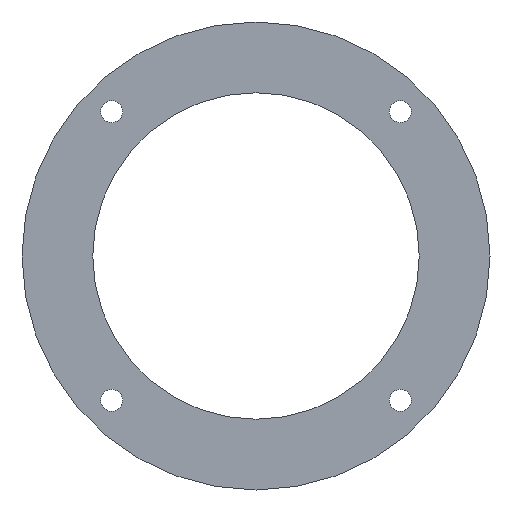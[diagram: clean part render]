
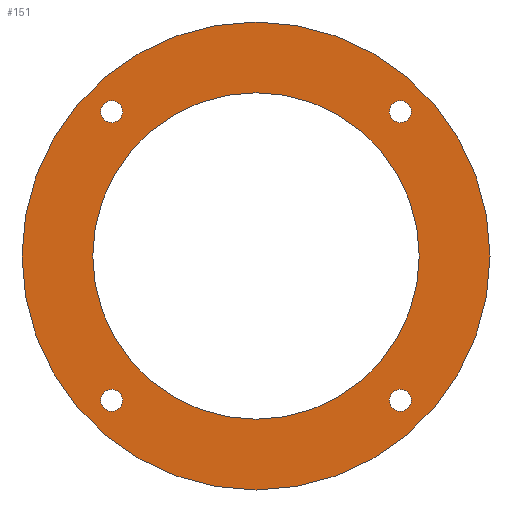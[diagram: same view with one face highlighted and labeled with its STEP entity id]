
A CAD part, front view. The second image highlights one B-rep face of the part: STEP entity #151.
In plain terms, the highlighted planar face has unit normal (0, -1, 0).
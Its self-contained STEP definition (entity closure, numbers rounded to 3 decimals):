
#14 = DIRECTION ( 'NONE',  ( 0., 0., 1. ) ) ;
#33 = DIRECTION ( 'NONE',  ( 0., 0., 1. ) ) ;
#41 = DIRECTION ( 'NONE',  ( 0., 0., 1. ) ) ;
#43 = CIRCLE ( 'NONE', #381, 1. ) ;
#69 = CARTESIAN_POINT ( 'NONE',  ( -13.258, 0., -13.258 ) ) ;
#70 = VERTEX_POINT ( 'NONE', #778 ) ;
#79 = CIRCLE ( 'NONE', #733, 1. ) ;
#101 = AXIS2_PLACEMENT_3D ( 'NONE', #270, #340, #691 ) ;
#129 = DIRECTION ( 'NONE',  ( 0., -1., 0. ) ) ;
#130 = VERTEX_POINT ( 'NONE', #942 ) ;
#134 = ORIENTED_EDGE ( 'NONE', *, *, #161, .F. ) ;
#139 = CIRCLE ( 'NONE', #158, 15. ) ;
#141 = DIRECTION ( 'NONE',  ( 0., 1., 0. ) ) ;
#151 = ADVANCED_FACE ( 'NONE', ( #595, #254, #694, #868, #946, #687 ), #606, .F. ) ;
#157 = CARTESIAN_POINT ( 'NONE',  ( 0., 0., 0. ) ) ;
#158 = AXIS2_PLACEMENT_3D ( 'NONE', #639, #990, #903 ) ;
#161 = EDGE_CURVE ( 'NONE', #957, #363, #915, .T. ) ;
#181 = DIRECTION ( 'NONE',  ( 0., 1., 0. ) ) ;
#184 = CARTESIAN_POINT ( 'NONE',  ( 0., 0., 15. ) ) ;
#185 = ORIENTED_EDGE ( 'NONE', *, *, #494, .T. ) ;
#186 = CARTESIAN_POINT ( 'NONE',  ( -13.258, 0., -14.258 ) ) ;
#202 = CIRCLE ( 'NONE', #349, 1. ) ;
#204 = CARTESIAN_POINT ( 'NONE',  ( -13.258, 0., 13.258 ) ) ;
#217 = AXIS2_PLACEMENT_3D ( 'NONE', #800, #707, #959 ) ;
#235 = CARTESIAN_POINT ( 'NONE',  ( 0., 0., 0. ) ) ;
#244 = VERTEX_POINT ( 'NONE', #186 ) ;
#246 = CARTESIAN_POINT ( 'NONE',  ( 0., 0., 21.5 ) ) ;
#254 = FACE_BOUND ( 'NONE', #1045, .T. ) ;
#255 = AXIS2_PLACEMENT_3D ( 'NONE', #1106, #141, #591 ) ;
#264 = EDGE_CURVE ( 'NONE', #747, #130, #79, .T. ) ;
#270 = CARTESIAN_POINT ( 'NONE',  ( 13.258, 0., -13.258 ) ) ;
#297 = DIRECTION ( 'NONE',  ( 0., -1., 0. ) ) ;
#306 = CARTESIAN_POINT ( 'NONE',  ( 13.258, 0., -12.258 ) ) ;
#320 = EDGE_LOOP ( 'NONE', ( #185, #452 ) ) ;
#324 = ORIENTED_EDGE ( 'NONE', *, *, #693, .T. ) ;
#329 = CIRCLE ( 'NONE', #624, 1. ) ;
#340 = DIRECTION ( 'NONE',  ( 0., 1., 0. ) ) ;
#349 = AXIS2_PLACEMENT_3D ( 'NONE', #69, #181, #428 ) ;
#363 = VERTEX_POINT ( 'NONE', #184 ) ;
#367 = CIRCLE ( 'NONE', #917, 21.5 ) ;
#381 = AXIS2_PLACEMENT_3D ( 'NONE', #723, #820, #14 ) ;
#406 = EDGE_CURVE ( 'NONE', #692, #927, #900, .T. ) ;
#409 = EDGE_LOOP ( 'NONE', ( #134, #646 ) ) ;
#410 = CARTESIAN_POINT ( 'NONE',  ( 13.258, 0., 13.258 ) ) ;
#418 = CARTESIAN_POINT ( 'NONE',  ( -13.258, 0., -12.258 ) ) ;
#427 = DIRECTION ( 'NONE',  ( 0., 0., -1. ) ) ;
#428 = DIRECTION ( 'NONE',  ( 0., 0., 1. ) ) ;
#452 = ORIENTED_EDGE ( 'NONE', *, *, #941, .T. ) ;
#494 = EDGE_CURVE ( 'NONE', #70, #954, #43, .T. ) ;
#522 = ORIENTED_EDGE ( 'NONE', *, *, #991, .T. ) ;
#544 = CARTESIAN_POINT ( 'NONE',  ( -13.258, 0., 12.258 ) ) ;
#545 = EDGE_LOOP ( 'NONE', ( #522, #324 ) ) ;
#568 = CIRCLE ( 'NONE', #1136, 21.5 ) ;
#578 = DIRECTION ( 'NONE',  ( 0., 0., -1. ) ) ;
#591 = DIRECTION ( 'NONE',  ( 0., 0., 1. ) ) ;
#595 = FACE_BOUND ( 'NONE', #980, .T. ) ;
#598 = DIRECTION ( 'NONE',  ( 0., 0., 1. ) ) ;
#599 = EDGE_CURVE ( 'NONE', #363, #957, #139, .T. ) ;
#606 = PLANE ( 'NONE',  #787 ) ;
#619 = EDGE_LOOP ( 'NONE', ( #966, #743 ) ) ;
#624 = AXIS2_PLACEMENT_3D ( 'NONE', #204, #888, #995 ) ;
#626 = AXIS2_PLACEMENT_3D ( 'NONE', #410, #845, #33 ) ;
#639 = CARTESIAN_POINT ( 'NONE',  ( 0., 0., 0. ) ) ;
#646 = ORIENTED_EDGE ( 'NONE', *, *, #599, .F. ) ;
#670 = EDGE_CURVE ( 'NONE', #244, #711, #974, .T. ) ;
#672 = CARTESIAN_POINT ( 'NONE',  ( 13.258, 0., 13.258 ) ) ;
#679 = DIRECTION ( 'NONE',  ( 0., 1., 0. ) ) ;
#687 = FACE_OUTER_BOUND ( 'NONE', #545, .T. ) ;
#691 = DIRECTION ( 'NONE',  ( 0., 0., 1. ) ) ;
#692 = VERTEX_POINT ( 'NONE', #306 ) ;
#693 = EDGE_CURVE ( 'NONE', #786, #724, #568, .T. ) ;
#694 = FACE_BOUND ( 'NONE', #619, .T. ) ;
#702 = CARTESIAN_POINT ( 'NONE',  ( 0., 0., 21.5 ) ) ;
#707 = DIRECTION ( 'NONE',  ( 0., 1., 0. ) ) ;
#711 = VERTEX_POINT ( 'NONE', #418 ) ;
#723 = CARTESIAN_POINT ( 'NONE',  ( -13.258, 0., 13.258 ) ) ;
#724 = VERTEX_POINT ( 'NONE', #943 ) ;
#733 = AXIS2_PLACEMENT_3D ( 'NONE', #672, #679, #41 ) ;
#743 = ORIENTED_EDGE ( 'NONE', *, *, #1042, .T. ) ;
#747 = VERTEX_POINT ( 'NONE', #1012 ) ;
#778 = CARTESIAN_POINT ( 'NONE',  ( -13.258, 0., 14.258 ) ) ;
#786 = VERTEX_POINT ( 'NONE', #702 ) ;
#787 = AXIS2_PLACEMENT_3D ( 'NONE', #246, #950, #598 ) ;
#792 = EDGE_CURVE ( 'NONE', #927, #692, #1028, .T. ) ;
#800 = CARTESIAN_POINT ( 'NONE',  ( 13.258, 0., -13.258 ) ) ;
#820 = DIRECTION ( 'NONE',  ( 0., 1., 0. ) ) ;
#825 = CIRCLE ( 'NONE', #626, 1. ) ;
#845 = DIRECTION ( 'NONE',  ( 0., 1., 0. ) ) ;
#864 = ORIENTED_EDGE ( 'NONE', *, *, #406, .T. ) ;
#868 = FACE_BOUND ( 'NONE', #320, .T. ) ;
#872 = ORIENTED_EDGE ( 'NONE', *, *, #792, .T. ) ;
#888 = DIRECTION ( 'NONE',  ( 0., 1., 0. ) ) ;
#894 = CARTESIAN_POINT ( 'NONE',  ( 0., 0., 0. ) ) ;
#900 = CIRCLE ( 'NONE', #101, 1. ) ;
#903 = DIRECTION ( 'NONE',  ( 0., 0., -1. ) ) ;
#910 = EDGE_CURVE ( 'NONE', #711, #244, #202, .T. ) ;
#915 = CIRCLE ( 'NONE', #1110, 15. ) ;
#917 = AXIS2_PLACEMENT_3D ( 'NONE', #894, #297, #985 ) ;
#927 = VERTEX_POINT ( 'NONE', #1062 ) ;
#941 = EDGE_CURVE ( 'NONE', #954, #70, #329, .T. ) ;
#942 = CARTESIAN_POINT ( 'NONE',  ( 13.258, 0., 12.258 ) ) ;
#943 = CARTESIAN_POINT ( 'NONE',  ( 0., 0., -21.5 ) ) ;
#946 = FACE_BOUND ( 'NONE', #409, .T. ) ;
#950 = DIRECTION ( 'NONE',  ( 0., 1., 0. ) ) ;
#954 = VERTEX_POINT ( 'NONE', #544 ) ;
#957 = VERTEX_POINT ( 'NONE', #1068 ) ;
#959 = DIRECTION ( 'NONE',  ( 0., 0., 1. ) ) ;
#966 = ORIENTED_EDGE ( 'NONE', *, *, #264, .T. ) ;
#974 = CIRCLE ( 'NONE', #255, 1. ) ;
#980 = EDGE_LOOP ( 'NONE', ( #1057, #1118 ) ) ;
#985 = DIRECTION ( 'NONE',  ( 0., 0., -1. ) ) ;
#990 = DIRECTION ( 'NONE',  ( 0., -1., 0. ) ) ;
#991 = EDGE_CURVE ( 'NONE', #724, #786, #367, .T. ) ;
#995 = DIRECTION ( 'NONE',  ( 0., 0., 1. ) ) ;
#1012 = CARTESIAN_POINT ( 'NONE',  ( 13.258, 0., 14.258 ) ) ;
#1028 = CIRCLE ( 'NONE', #217, 1. ) ;
#1041 = DIRECTION ( 'NONE',  ( 0., -1., 0. ) ) ;
#1042 = EDGE_CURVE ( 'NONE', #130, #747, #825, .T. ) ;
#1045 = EDGE_LOOP ( 'NONE', ( #864, #872 ) ) ;
#1057 = ORIENTED_EDGE ( 'NONE', *, *, #910, .T. ) ;
#1062 = CARTESIAN_POINT ( 'NONE',  ( 13.258, 0., -14.258 ) ) ;
#1068 = CARTESIAN_POINT ( 'NONE',  ( 0., 0., -15. ) ) ;
#1106 = CARTESIAN_POINT ( 'NONE',  ( -13.258, 0., -13.258 ) ) ;
#1110 = AXIS2_PLACEMENT_3D ( 'NONE', #157, #1041, #427 ) ;
#1118 = ORIENTED_EDGE ( 'NONE', *, *, #670, .T. ) ;
#1136 = AXIS2_PLACEMENT_3D ( 'NONE', #235, #129, #578 ) ;
